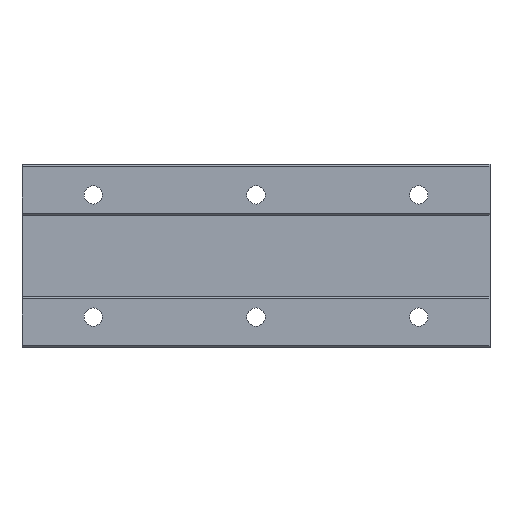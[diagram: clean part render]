
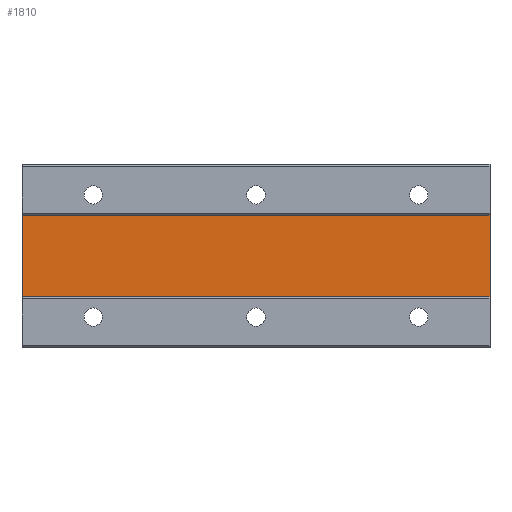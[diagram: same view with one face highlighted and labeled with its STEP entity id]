
A CAD part, front view. The second image highlights one B-rep face of the part: STEP entity #1810.
In plain terms, the highlighted planar face has unit normal (0, -1, 0).
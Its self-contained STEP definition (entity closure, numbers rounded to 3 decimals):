
#2 = VECTOR ( 'NONE', #579, 1000. ) ;
#31 = EDGE_CURVE ( 'NONE', #869, #126, #888, .T. ) ;
#64 = PLANE ( 'NONE',  #867 ) ;
#87 = CARTESIAN_POINT ( 'NONE',  ( 195., 1., -20. ) ) ;
#126 = VERTEX_POINT ( 'NONE', #1122 ) ;
#144 = DIRECTION ( 'NONE',  ( 1., 0., 0. ) ) ;
#151 = ORIENTED_EDGE ( 'NONE', *, *, #31, .F. ) ;
#251 = LINE ( 'NONE', #274, #1662 ) ;
#274 = CARTESIAN_POINT ( 'NONE',  ( 195., 1., 20. ) ) ;
#288 = ORIENTED_EDGE ( 'NONE', *, *, #854, .F. ) ;
#296 = CARTESIAN_POINT ( 'NONE',  ( 195., 1., 20. ) ) ;
#301 = ORIENTED_EDGE ( 'NONE', *, *, #1844, .F. ) ;
#367 = CARTESIAN_POINT ( 'NONE',  ( 195., 1., 44.91 ) ) ;
#407 = ORIENTED_EDGE ( 'NONE', *, *, #584, .T. ) ;
#514 = DIRECTION ( 'NONE',  ( 0., 0., -1. ) ) ;
#546 = CARTESIAN_POINT ( 'NONE',  ( 195., 1., 20. ) ) ;
#562 = VECTOR ( 'NONE', #1312, 1000. ) ;
#579 = DIRECTION ( 'NONE',  ( -1., 0., 0. ) ) ;
#584 = EDGE_CURVE ( 'NONE', #874, #126, #1310, .T. ) ;
#677 = LINE ( 'NONE', #367, #562 ) ;
#765 = CARTESIAN_POINT ( 'NONE',  ( -35., 1., 20. ) ) ;
#854 = EDGE_CURVE ( 'NONE', #874, #2010, #251, .T. ) ;
#867 = AXIS2_PLACEMENT_3D ( 'NONE', #546, #868, #1813 ) ;
#868 = DIRECTION ( 'NONE',  ( 0., 1., 0. ) ) ;
#869 = VERTEX_POINT ( 'NONE', #1060 ) ;
#874 = VERTEX_POINT ( 'NONE', #765 ) ;
#888 = LINE ( 'NONE', #87, #2 ) ;
#1060 = CARTESIAN_POINT ( 'NONE',  ( 195., 1., -20. ) ) ;
#1122 = CARTESIAN_POINT ( 'NONE',  ( -35., 1., -20. ) ) ;
#1171 = VECTOR ( 'NONE', #514, 1000. ) ;
#1310 = LINE ( 'NONE', #1972, #1171 ) ;
#1312 = DIRECTION ( 'NONE',  ( 0., 0., -1. ) ) ;
#1511 = FACE_OUTER_BOUND ( 'NONE', #1896, .T. ) ;
#1662 = VECTOR ( 'NONE', #144, 1000. ) ;
#1810 = ADVANCED_FACE ( 'NONE', ( #1511 ), #64, .F. ) ;
#1813 = DIRECTION ( 'NONE',  ( 0., 0., 1. ) ) ;
#1844 = EDGE_CURVE ( 'NONE', #2010, #869, #677, .T. ) ;
#1896 = EDGE_LOOP ( 'NONE', ( #151, #301, #288, #407 ) ) ;
#1972 = CARTESIAN_POINT ( 'NONE',  ( -35., 1., 44.91 ) ) ;
#2010 = VERTEX_POINT ( 'NONE', #296 ) ;
